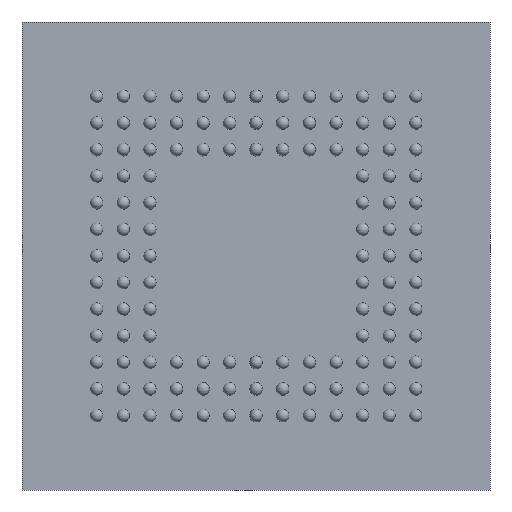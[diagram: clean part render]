
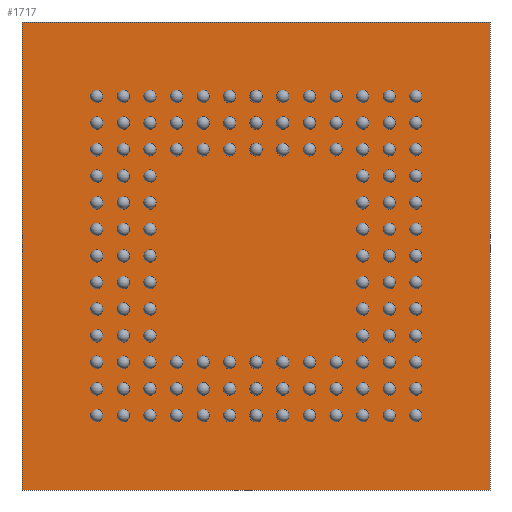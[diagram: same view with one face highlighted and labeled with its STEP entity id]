
A CAD part, front view. The second image highlights one B-rep face of the part: STEP entity #1717.
In plain terms, the highlighted planar face has unit normal (0, -1, 0).
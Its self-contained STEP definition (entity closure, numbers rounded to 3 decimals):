
#1399 = EDGE_CURVE('',#1400,#1402,#1404,.T.);
#1400 = VERTEX_POINT('',#1401);
#1401 = CARTESIAN_POINT('',(-11.,0.,11.));
#1402 = VERTEX_POINT('',#1403);
#1403 = CARTESIAN_POINT('',(11.,0.,11.));
#1404 = SURFACE_CURVE('',#1405,(#1409,#1421),.PCURVE_S1.);
#1405 = LINE('',#1406,#1407);
#1406 = CARTESIAN_POINT('',(-11.,0.,11.));
#1407 = VECTOR('',#1408,1.);
#1408 = DIRECTION('',(1.,0.,0.));
#1409 = PCURVE('',#1410,#1415);
#1410 = PLANE('',#1411);
#1411 = AXIS2_PLACEMENT_3D('',#1412,#1413,#1414);
#1412 = CARTESIAN_POINT('',(-11.,0.,11.));
#1413 = DIRECTION('',(0.,0.,1.));
#1414 = DIRECTION('',(1.,0.,-0.));
#1415 = DEFINITIONAL_REPRESENTATION('',(#1416),#1420);
#1416 = LINE('',#1417,#1418);
#1417 = CARTESIAN_POINT('',(0.,0.));
#1418 = VECTOR('',#1419,1.);
#1419 = DIRECTION('',(1.,0.));
#1420 = ( GEOMETRIC_REPRESENTATION_CONTEXT(2) 
PARAMETRIC_REPRESENTATION_CONTEXT() REPRESENTATION_CONTEXT('2D SPACE',''
  ) );
#1421 = PCURVE('',#1422,#1427);
#1422 = PLANE('',#1423);
#1423 = AXIS2_PLACEMENT_3D('',#1424,#1425,#1426);
#1424 = CARTESIAN_POINT('',(0.,0.,0.));
#1425 = DIRECTION('',(0.,1.,0.));
#1426 = DIRECTION('',(1.,0.,0.));
#1427 = DEFINITIONAL_REPRESENTATION('',(#1428),#1432);
#1428 = LINE('',#1429,#1430);
#1429 = CARTESIAN_POINT('',(-11.,-11.));
#1430 = VECTOR('',#1431,1.);
#1431 = DIRECTION('',(1.,0.));
#1432 = ( GEOMETRIC_REPRESENTATION_CONTEXT(2) 
PARAMETRIC_REPRESENTATION_CONTEXT() REPRESENTATION_CONTEXT('2D SPACE',''
  ) );
#1450 = PLANE('',#1451);
#1451 = AXIS2_PLACEMENT_3D('',#1452,#1453,#1454);
#1452 = CARTESIAN_POINT('',(11.,0.,11.));
#1453 = DIRECTION('',(1.,0.,0.));
#1454 = DIRECTION('',(0.,0.,-1.));
#1499 = PLANE('',#1500);
#1500 = AXIS2_PLACEMENT_3D('',#1501,#1502,#1503);
#1501 = CARTESIAN_POINT('',(-11.,0.,-11.));
#1502 = DIRECTION('',(-1.,0.,0.));
#1503 = DIRECTION('',(0.,0.,1.));
#1514 = EDGE_CURVE('',#1515,#1400,#1517,.T.);
#1515 = VERTEX_POINT('',#1516);
#1516 = CARTESIAN_POINT('',(-11.,0.,-11.));
#1517 = SURFACE_CURVE('',#1518,(#1522,#1529),.PCURVE_S1.);
#1518 = LINE('',#1519,#1520);
#1519 = CARTESIAN_POINT('',(-11.,0.,-11.));
#1520 = VECTOR('',#1521,1.);
#1521 = DIRECTION('',(0.,0.,1.));
#1522 = PCURVE('',#1499,#1523);
#1523 = DEFINITIONAL_REPRESENTATION('',(#1524),#1528);
#1524 = LINE('',#1525,#1526);
#1525 = CARTESIAN_POINT('',(0.,0.));
#1526 = VECTOR('',#1527,1.);
#1527 = DIRECTION('',(1.,0.));
#1528 = ( GEOMETRIC_REPRESENTATION_CONTEXT(2) 
PARAMETRIC_REPRESENTATION_CONTEXT() REPRESENTATION_CONTEXT('2D SPACE',''
  ) );
#1529 = PCURVE('',#1422,#1530);
#1530 = DEFINITIONAL_REPRESENTATION('',(#1531),#1535);
#1531 = LINE('',#1532,#1533);
#1532 = CARTESIAN_POINT('',(-11.,11.));
#1533 = VECTOR('',#1534,1.);
#1534 = DIRECTION('',(0.,-1.));
#1535 = ( GEOMETRIC_REPRESENTATION_CONTEXT(2) 
PARAMETRIC_REPRESENTATION_CONTEXT() REPRESENTATION_CONTEXT('2D SPACE',''
  ) );
#1575 = PLANE('',#1576);
#1576 = AXIS2_PLACEMENT_3D('',#1577,#1578,#1579);
#1577 = CARTESIAN_POINT('',(11.,0.,-11.));
#1578 = DIRECTION('',(0.,0.,-1.));
#1579 = DIRECTION('',(-1.,0.,0.));
#1590 = EDGE_CURVE('',#1591,#1515,#1593,.T.);
#1591 = VERTEX_POINT('',#1592);
#1592 = CARTESIAN_POINT('',(11.,0.,-11.));
#1593 = SURFACE_CURVE('',#1594,(#1598,#1605),.PCURVE_S1.);
#1594 = LINE('',#1595,#1596);
#1595 = CARTESIAN_POINT('',(11.,0.,-11.));
#1596 = VECTOR('',#1597,1.);
#1597 = DIRECTION('',(-1.,0.,0.));
#1598 = PCURVE('',#1575,#1599);
#1599 = DEFINITIONAL_REPRESENTATION('',(#1600),#1604);
#1600 = LINE('',#1601,#1602);
#1601 = CARTESIAN_POINT('',(0.,0.));
#1602 = VECTOR('',#1603,1.);
#1603 = DIRECTION('',(1.,0.));
#1604 = ( GEOMETRIC_REPRESENTATION_CONTEXT(2) 
PARAMETRIC_REPRESENTATION_CONTEXT() REPRESENTATION_CONTEXT('2D SPACE',''
  ) );
#1605 = PCURVE('',#1422,#1606);
#1606 = DEFINITIONAL_REPRESENTATION('',(#1607),#1611);
#1607 = LINE('',#1608,#1609);
#1608 = CARTESIAN_POINT('',(11.,11.));
#1609 = VECTOR('',#1610,1.);
#1610 = DIRECTION('',(-1.,0.));
#1611 = ( GEOMETRIC_REPRESENTATION_CONTEXT(2) 
PARAMETRIC_REPRESENTATION_CONTEXT() REPRESENTATION_CONTEXT('2D SPACE',''
  ) );
#1661 = EDGE_CURVE('',#1402,#1591,#1662,.T.);
#1662 = SURFACE_CURVE('',#1663,(#1667,#1674),.PCURVE_S1.);
#1663 = LINE('',#1664,#1665);
#1664 = CARTESIAN_POINT('',(11.,0.,11.));
#1665 = VECTOR('',#1666,1.);
#1666 = DIRECTION('',(0.,0.,-1.));
#1667 = PCURVE('',#1450,#1668);
#1668 = DEFINITIONAL_REPRESENTATION('',(#1669),#1673);
#1669 = LINE('',#1670,#1671);
#1670 = CARTESIAN_POINT('',(0.,0.));
#1671 = VECTOR('',#1672,1.);
#1672 = DIRECTION('',(1.,0.));
#1673 = ( GEOMETRIC_REPRESENTATION_CONTEXT(2) 
PARAMETRIC_REPRESENTATION_CONTEXT() REPRESENTATION_CONTEXT('2D SPACE',''
  ) );
#1674 = PCURVE('',#1422,#1675);
#1675 = DEFINITIONAL_REPRESENTATION('',(#1676),#1680);
#1676 = LINE('',#1677,#1678);
#1677 = CARTESIAN_POINT('',(11.,-11.));
#1678 = VECTOR('',#1679,1.);
#1679 = DIRECTION('',(0.,1.));
#1680 = ( GEOMETRIC_REPRESENTATION_CONTEXT(2) 
PARAMETRIC_REPRESENTATION_CONTEXT() REPRESENTATION_CONTEXT('2D SPACE',''
  ) );
#1717 = ADVANCED_FACE('',(#1718),#1422,.F.);
#1718 = FACE_BOUND('',#1719,.T.);
#1719 = EDGE_LOOP('',(#1720,#1721,#1722,#1723));
#1720 = ORIENTED_EDGE('',*,*,#1661,.F.);
#1721 = ORIENTED_EDGE('',*,*,#1399,.F.);
#1722 = ORIENTED_EDGE('',*,*,#1514,.F.);
#1723 = ORIENTED_EDGE('',*,*,#1590,.F.);
